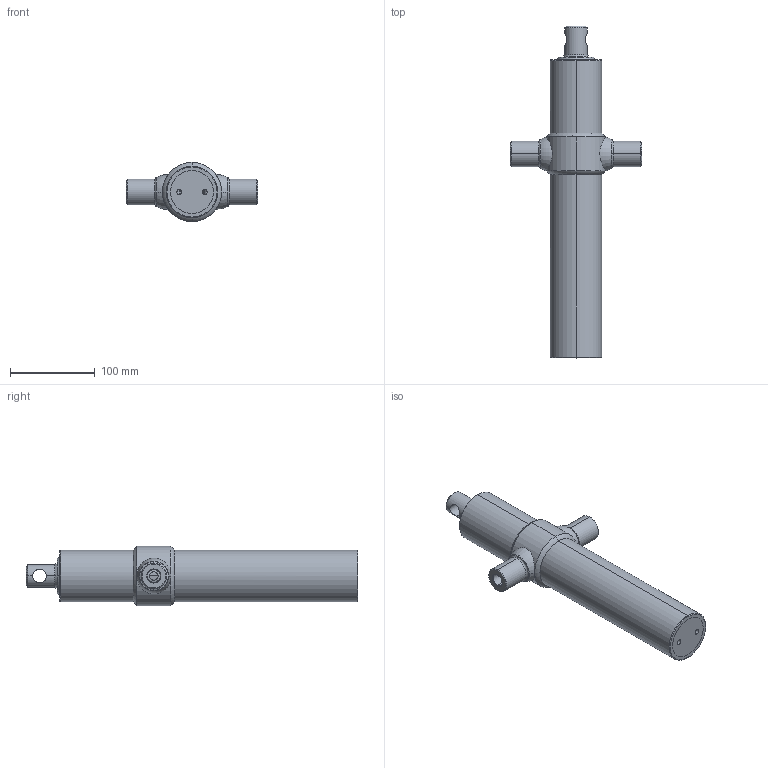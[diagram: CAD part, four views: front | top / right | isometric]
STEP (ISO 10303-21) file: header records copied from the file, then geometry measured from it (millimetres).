
FILE_DESCRIPTION (( 'STEP AP203' ), '1' );
FILE_NAME ('235.Z.STEP', '2018-02-02T06:51:59', ( '' ), ( '' ), 'SwSTEP 2.0', 'SolidWorks 2017', '' );
FILE_SCHEMA (( 'CONFIG_CONTROL_DESIGN' ));
Length unit declared in the file: millimetre
Products named in the file (1): 235.Z
Bounding box: 155 x 392 x 70 mm (x, y, z)
Surface area: 177670.4 mm2 (no closed solid volume)
Topology: 0 solids, 13 shells, 79 faces, 194 edges, 124 vertices
Faces by surface type: cylinder 32, cone 24, torus 12, plane 11
Entity records: 2969 total; most frequent: CARTESIAN_POINT 974, DIRECTION 458, ORIENTED_EDGE 334, AXIS2_PLACEMENT_3D 200, EDGE_CURVE 194, VERTEX_POINT 124, CIRCLE 120, EDGE_LOOP 91
